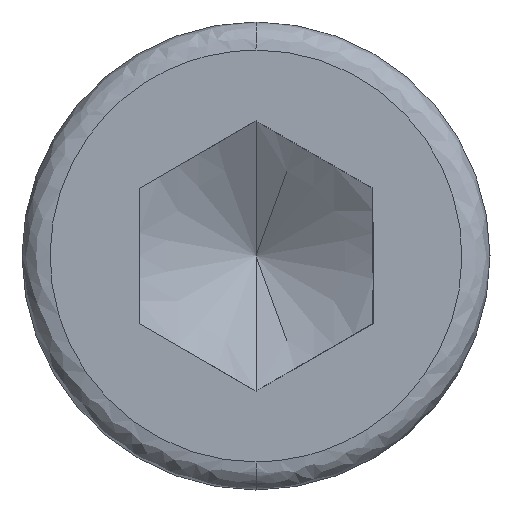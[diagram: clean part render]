
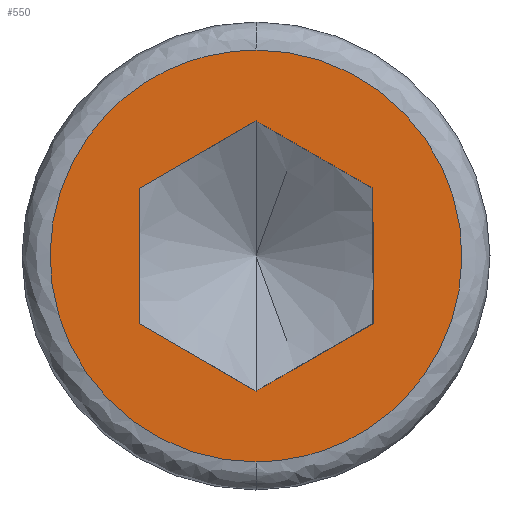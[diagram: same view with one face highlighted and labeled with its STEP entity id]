
A CAD part, left-side view. The second image highlights one B-rep face of the part: STEP entity #550.
In plain terms, the highlighted planar face has unit normal (-1, 0, 0).
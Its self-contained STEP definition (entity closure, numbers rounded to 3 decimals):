
#7 = VERTEX_POINT ( 'NONE', #151 ) ;
#9 = CARTESIAN_POINT ( 'NONE',  ( -6., -2.5, -1.443 ) ) ;
#14 = ORIENTED_EDGE ( 'NONE', *, *, #413, .T. ) ;
#31 = FACE_BOUND ( 'NONE', #562, .T. ) ;
#54 = DIRECTION ( 'NONE',  ( 0., 0.866, -0.5 ) ) ;
#60 = ORIENTED_EDGE ( 'NONE', *, *, #458, .T. ) ;
#63 = CARTESIAN_POINT ( 'NONE',  ( -6., 0., -2.887 ) ) ;
#64 = EDGE_CURVE ( 'NONE', #176, #199, #167, .T. ) ;
#69 = EDGE_CURVE ( 'NONE', #427, #568, #317, .T. ) ;
#84 = ORIENTED_EDGE ( 'NONE', *, *, #267, .T. ) ;
#94 = DIRECTION ( 'NONE',  ( 0., -0.866, 0.5 ) ) ;
#98 = CARTESIAN_POINT ( 'NONE',  ( -6., 2.5, 1.443 ) ) ;
#110 = CARTESIAN_POINT ( 'NONE',  ( -6., 0., 2.887 ) ) ;
#133 = DIRECTION ( 'NONE',  ( -1., 0., 0. ) ) ;
#145 = VECTOR ( 'NONE', #54, 1000. ) ;
#146 = ORIENTED_EDGE ( 'NONE', *, *, #625, .T. ) ;
#151 = CARTESIAN_POINT ( 'NONE',  ( -6., -2.5, 1.443 ) ) ;
#167 = LINE ( 'NONE', #543, #145 ) ;
#176 = VERTEX_POINT ( 'NONE', #9 ) ;
#178 = CARTESIAN_POINT ( 'NONE',  ( -6., 3.943, 0. ) ) ;
#191 = AXIS2_PLACEMENT_3D ( 'NONE', #178, #133, #331 ) ;
#199 = VERTEX_POINT ( 'NONE', #442 ) ;
#210 = CARTESIAN_POINT ( 'NONE',  ( -6., 0., -4.4 ) ) ;
#216 = DIRECTION ( 'NONE',  ( 0., 0., 1. ) ) ;
#232 = VECTOR ( 'NONE', #554, 1000. ) ;
#257 = LINE ( 'NONE', #471, #587 ) ;
#261 = LINE ( 'NONE', #517, #298 ) ;
#263 = VERTEX_POINT ( 'NONE', #110 ) ;
#267 = EDGE_CURVE ( 'NONE', #199, #524, #287, .T. ) ;
#269 = EDGE_CURVE ( 'NONE', #568, #427, #472, .T. ) ;
#287 = LINE ( 'NONE', #63, #352 ) ;
#293 = CARTESIAN_POINT ( 'NONE',  ( -6., 8.8, -4.4 ) ) ;
#298 = VECTOR ( 'NONE', #216, 1000. ) ;
#305 = CARTESIAN_POINT ( 'NONE',  ( -6., 0., 4.4 ) ) ;
#307 = FACE_OUTER_BOUND ( 'NONE', #500, .T. ) ;
#315 = EDGE_CURVE ( 'NONE', #263, #7, #257, .T. ) ;
#317 =( BOUNDED_CURVE ( )  B_SPLINE_CURVE ( 3, ( #540, #293, #391, #485 ),
 .UNSPECIFIED., .F., .T. ) 
 B_SPLINE_CURVE_WITH_KNOTS ( ( 4, 4 ),
 ( 0.75, 1.25 ),
 .UNSPECIFIED. ) 
 CURVE ( )  GEOMETRIC_REPRESENTATION_ITEM ( )  RATIONAL_B_SPLINE_CURVE ( ( 1., 0.333, 0.333, 1. ) ) 
 REPRESENTATION_ITEM ( '' )  );
#329 = ORIENTED_EDGE ( 'NONE', *, *, #69, .F. ) ;
#331 = DIRECTION ( 'NONE',  ( 0., 0., 1. ) ) ;
#336 = CARTESIAN_POINT ( 'NONE',  ( -6., 0., 4.4 ) ) ;
#352 = VECTOR ( 'NONE', #504, 1000. ) ;
#356 = CARTESIAN_POINT ( 'NONE',  ( -6., -2.5, 0. ) ) ;
#367 = LINE ( 'NONE', #98, #585 ) ;
#378 = PLANE ( 'NONE',  #191 ) ;
#391 = CARTESIAN_POINT ( 'NONE',  ( -6., 8.8, 4.4 ) ) ;
#394 = CARTESIAN_POINT ( 'NONE',  ( -6., -8.8, 4.4 ) ) ;
#398 = CARTESIAN_POINT ( 'NONE',  ( -6., 0., -4.4 ) ) ;
#413 = EDGE_CURVE ( 'NONE', #7, #176, #429, .T. ) ;
#427 = VERTEX_POINT ( 'NONE', #398 ) ;
#429 = LINE ( 'NONE', #356, #232 ) ;
#442 = CARTESIAN_POINT ( 'NONE',  ( -6., 0., -2.887 ) ) ;
#451 = CARTESIAN_POINT ( 'NONE',  ( -6., -8.8, -4.4 ) ) ;
#454 = ORIENTED_EDGE ( 'NONE', *, *, #269, .F. ) ;
#458 = EDGE_CURVE ( 'NONE', #524, #548, #261, .T. ) ;
#471 = CARTESIAN_POINT ( 'NONE',  ( -6., 0., 2.887 ) ) ;
#472 =( BOUNDED_CURVE ( )  B_SPLINE_CURVE ( 3, ( #305, #394, #451, #210 ),
 .UNSPECIFIED., .F., .T. ) 
 B_SPLINE_CURVE_WITH_KNOTS ( ( 4, 4 ),
 ( 0.25, 0.75 ),
 .UNSPECIFIED. ) 
 CURVE ( )  GEOMETRIC_REPRESENTATION_ITEM ( )  RATIONAL_B_SPLINE_CURVE ( ( 1., 0.333, 0.333, 1. ) ) 
 REPRESENTATION_ITEM ( '' )  );
#485 = CARTESIAN_POINT ( 'NONE',  ( -6., 0., 4.4 ) ) ;
#500 = EDGE_LOOP ( 'NONE', ( #329, #454 ) ) ;
#504 = DIRECTION ( 'NONE',  ( 0., 0.866, 0.5 ) ) ;
#517 = CARTESIAN_POINT ( 'NONE',  ( -6., 2.5, 0. ) ) ;
#523 = CARTESIAN_POINT ( 'NONE',  ( -6., 2.5, 1.443 ) ) ;
#524 = VERTEX_POINT ( 'NONE', #570 ) ;
#527 = ORIENTED_EDGE ( 'NONE', *, *, #64, .T. ) ;
#540 = CARTESIAN_POINT ( 'NONE',  ( -6., 0., -4.4 ) ) ;
#543 = CARTESIAN_POINT ( 'NONE',  ( -6., -2.5, -1.443 ) ) ;
#548 = VERTEX_POINT ( 'NONE', #523 ) ;
#550 = ADVANCED_FACE ( 'NONE', ( #31, #307 ), #378, .T. ) ;
#554 = DIRECTION ( 'NONE',  ( 0., 0., -1. ) ) ;
#562 = EDGE_LOOP ( 'NONE', ( #527, #84, #60, #146, #627, #14 ) ) ;
#568 = VERTEX_POINT ( 'NONE', #336 ) ;
#570 = CARTESIAN_POINT ( 'NONE',  ( -6., 2.5, -1.443 ) ) ;
#571 = DIRECTION ( 'NONE',  ( 0., -0.866, -0.5 ) ) ;
#585 = VECTOR ( 'NONE', #94, 1000. ) ;
#587 = VECTOR ( 'NONE', #571, 1000. ) ;
#625 = EDGE_CURVE ( 'NONE', #548, #263, #367, .T. ) ;
#627 = ORIENTED_EDGE ( 'NONE', *, *, #315, .T. ) ;
